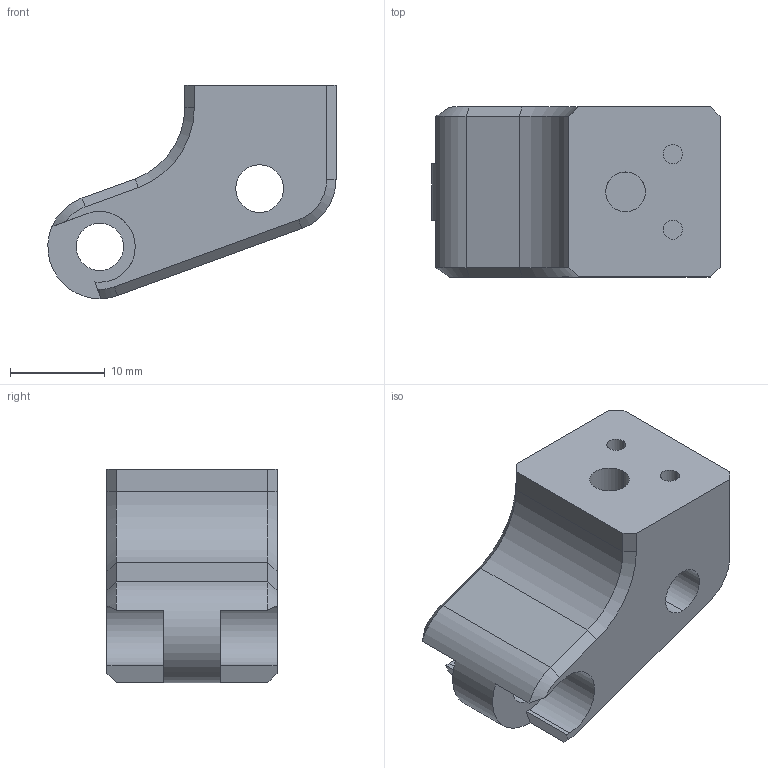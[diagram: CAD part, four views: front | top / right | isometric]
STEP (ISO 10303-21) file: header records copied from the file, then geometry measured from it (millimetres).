
FILE_DESCRIPTION (( 'STEP AP214' ), '1' );
FILE_NAME ('噩砃忒硌蟀裝.STEP', '2026-01-12T07:03:15', ( '' ), ( '' ), 'SwSTEP 2.0', 'SolidWorks 2025', '' );
FILE_SCHEMA (( 'AUTOMOTIVE_DESIGN' ));
Length unit declared in the file: millimetre
Products named in the file (1): 镜向手指连杆
Bounding box: 30.49 x 18 x 22.6 mm (x, y, z)
Volume: 6133.8 mm3; surface area: 3105.4 mm2
Topology: 1 solids, 1 shells, 69 faces, 180 edges, 116 vertices
Faces by surface type: cylinder 30, plane 30, cone 9
Entity records: 2207 total; most frequent: CARTESIAN_POINT 454, DIRECTION 366, ORIENTED_EDGE 360, EDGE_CURVE 180, AXIS2_PLACEMENT_3D 132, VERTEX_POINT 116, VECTOR 102, LINE 102
